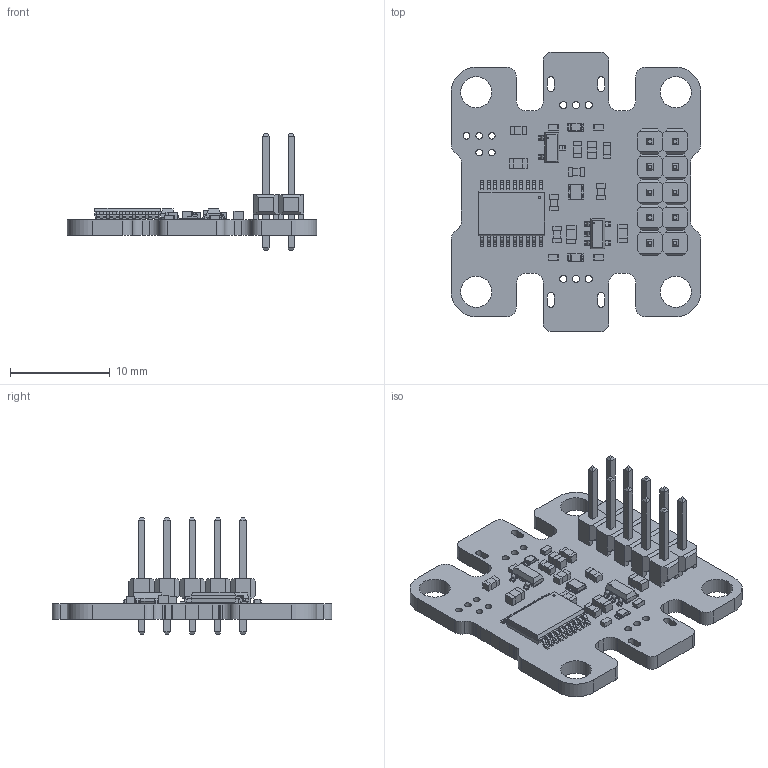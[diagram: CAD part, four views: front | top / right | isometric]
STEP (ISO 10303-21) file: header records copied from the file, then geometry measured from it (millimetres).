
FILE_DESCRIPTION(('Open CASCADE Model'),'2;1');
FILE_NAME('Open CASCADE Shape Model','2022-03-02T11:41:47',('Author'),( 'Open CASCADE'),'Open CASCADE STEP processor 6.8','Open CASCADE 6.8' ,'Unknown');
FILE_SCHEMA(('AUTOMOTIVE_DESIGN { 1 0 10303 214 1 1 1 1 }'));
Length unit declared in the file: millimetre
Products named in the file (52): PCB; Board; Open CASCADE STEP translator 6.8 2.1.1; Open CASCADE STEP translator 6.8 2.1.1.1; J4; m20-9990345_asm_RGB8421504; M20-999-MOULD; M20-999-PIN; m20-9990246_asm_RGB8421504; R4; RC0603N; R6; R5; D8; MSRC-TZ-P4-1615RGBTCA1-0.55T; R3; D7; MSRC-0603_LED_Orange; D5; MSRC-RCLAMP0521P-N_v2; D4; D6; U2; TSSOP20_STM; U1; MSRC-SOT23-5; R2; R1; FB1; 6070674784; Extruded; 6070674624; D3; D2; D1; MSRC-Nexperia_SOT23; C4; 6894872752; 6894872592; C3 ...
Assembly tree (71 placements, depth 4):
  PCB
    Board
      Open CASCADE STEP translator 6.8 2.1.1
        Open CASCADE STEP translator 6.8 2.1.1.1
    J4
      m20-9990345_asm_RGB8421504  x2
        M20-999-MOULD
        M20-999-PIN
      m20-9990246_asm_RGB8421504  x2
        M20-999-MOULD
        M20-999-PIN
    R4
      RC0603N
    R6
      RC0603N
    R5
      RC0603N
    D8
      MSRC-TZ-P4-1615RGBTCA1-0.55T
    R3
      RC0603N
    D7
      MSRC-0603_LED_Orange
    D5
      MSRC-RCLAMP0521P-N_v2
    D4
      MSRC-RCLAMP0521P-N_v2
    D6
      MSRC-0603_LED_Orange
    U2
      TSSOP20_STM
    U1
      MSRC-SOT23-5
    R2
      RC0603N
    R1
      RC0603N
    FB1
      6070674784
        Extruded
      6070674624  x2
        Extruded
    D3
      MSRC-RCLAMP0521P-N_v2
    D2
      MSRC-RCLAMP0521P-N_v2
    D1
      MSRC-Nexperia_SOT23
    C4
      6894872752
        Extruded
      6894872592  x2
        Extruded
    C3
      6894872032  x2
        Extruded
      6894871792
        Extruded
    C2
      6894872592  x2
Bounding box: 25 x 28 x 11.69 mm (x, y, z)
Volume: 1035.4 mm3; surface area: 2378.8 mm2
Topology: 116 solids, 116 shells, 1670 faces, 4017 edges, 2580 vertices
Faces by surface type: plane 1303, cylinder 307, sphere 32, bspline 20, torus 8
Full cylindrical faces by diameter (mm): 0.15 x2, 0.152 x1, 0.224 x1, 0.66 x5, 0.71 x6, 1.1 x10, 3.1 x4
Entity records: 38876 total; most frequent: CARTESIAN_POINT 7746, DIRECTION 5364, ORIENTED_EDGE 5292, EDGE_CURVE 2646, LINE 2116, VECTOR 2116, VERTEX_POINT 1729, AXIS2_PLACEMENT_3D 1624
